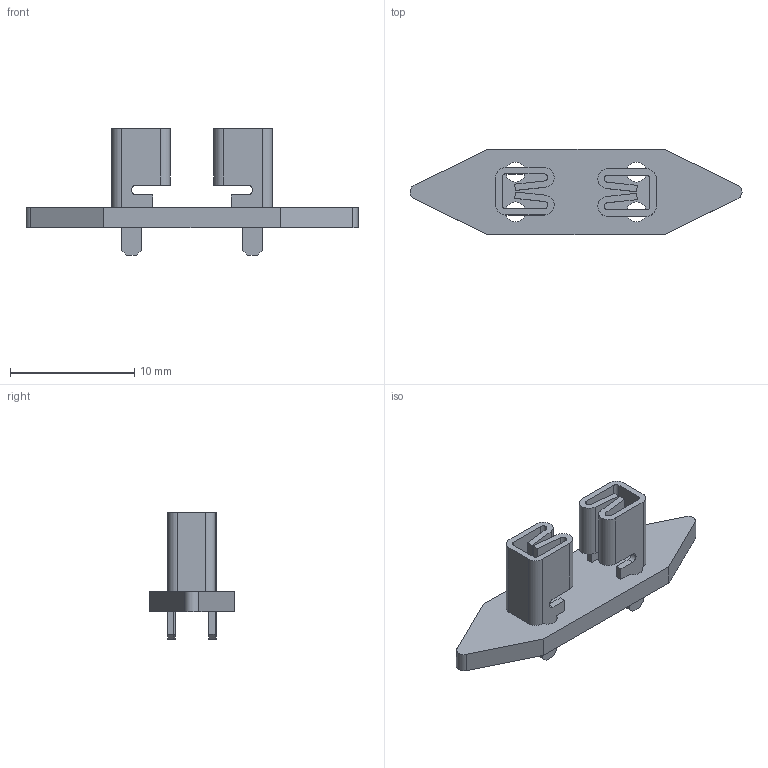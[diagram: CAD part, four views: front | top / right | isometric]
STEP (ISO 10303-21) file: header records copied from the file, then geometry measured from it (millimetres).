
FILE_DESCRIPTION(('Open CASCADE Model'),'2;1');
FILE_NAME('Open CASCADE Shape Model','2023-03-02T17:27:38',('Author'),( 'Open CASCADE'),'Open CASCADE STEP processor 6.8','Open CASCADE 6.8' ,'Unknown');
FILE_SCHEMA(('AUTOMOTIVE_DESIGN { 1 0 10303 214 1 1 1 1 }'));
Length unit declared in the file: millimetre
Products named in the file (1): PCB
Bounding box: 26.67 x 6.86 x 10.16 mm (x, y, z)
Volume: 329.7 mm3; surface area: 901.1 mm2
Topology: 3 solids, 3 shells, 102 faces, 280 edges, 184 vertices
Faces by surface type: plane 72, cylinder 30
Full cylindrical faces by diameter (mm): 1.6 x4
Entity records: 3266 total; most frequent: CARTESIAN_POINT 567, ORIENTED_EDGE 560, DIRECTION 546, EDGE_CURVE 280, LINE 220, VECTOR 220, VERTEX_POINT 184, AXIS2_PLACEMENT_3D 163
